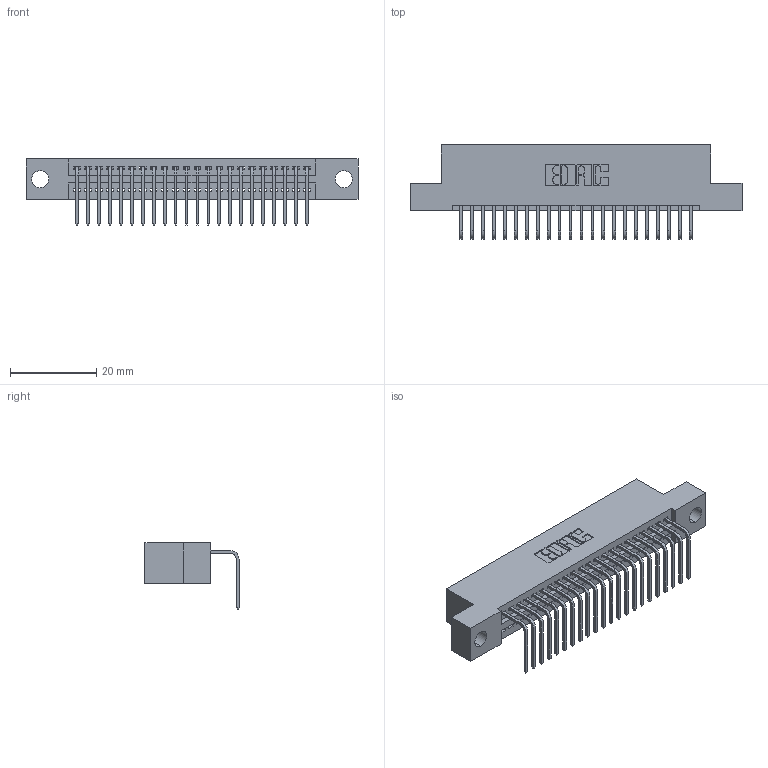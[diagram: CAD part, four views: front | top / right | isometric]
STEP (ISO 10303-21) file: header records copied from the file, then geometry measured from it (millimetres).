
FILE_DESCRIPTION (( 'STEP AP203' ), '1' );
FILE_NAME ('395-022-558-104.STEP', '2018-11-08T05:41:00', ( '' ), ( '' ), 'SwSTEP 2.0', 'SolidWorks 2016', '' );
FILE_SCHEMA (( 'CONFIG_CONTROL_DESIGN' ));
Length unit declared in the file: inch
Products named in the file (3): 345 Part_Flush Mounting Lugs - 0.156 Dia-TH; 395-022-558-104; 345-292-001_558 Tail - 2
Assembly tree (23 placements, depth 2):
  395-022-558-104
    345 Part_Flush Mounting Lugs - 0.156 Dia-TH
    345-292-001_558 Tail - 2  x22
Bounding box: 77.09 x 21.83 x 15.37 mm (x, y, z)
Volume: 7143.6 mm3; surface area: 9460.9 mm2
Topology: 23 solids, 23 shells, 1446 faces, 4345 edges, 2866 vertices
Faces by surface type: plane 1004, cylinder 442
Entity records: 19337 total; most frequent: CARTESIAN_POINT 3358, ORIENTED_EDGE 3314, DIRECTION 2961, EDGE_CURVE 1657, VECTOR 1437, LINE 1437, VERTEX_POINT 1102, AXIS2_PLACEMENT_3D 762
